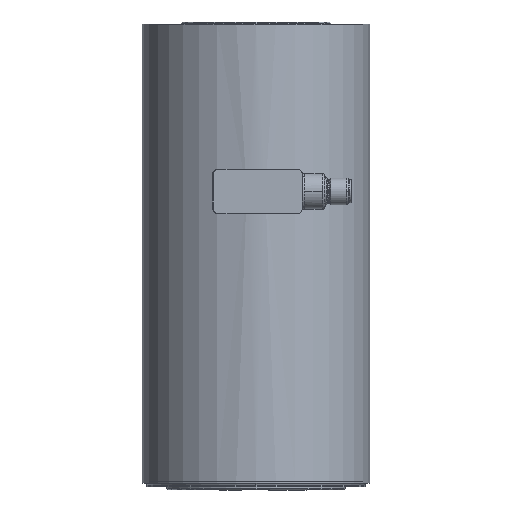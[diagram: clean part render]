
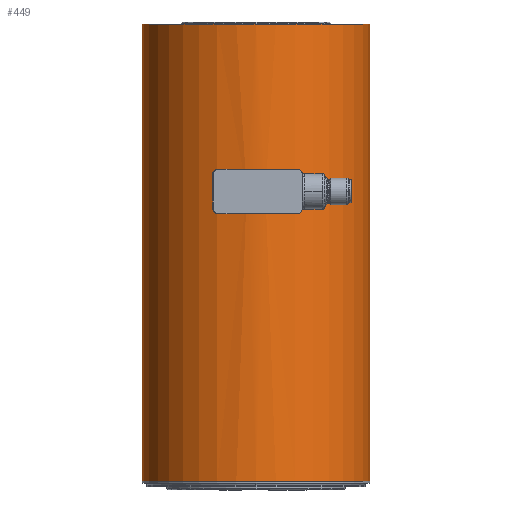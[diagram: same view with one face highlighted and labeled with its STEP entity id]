
A CAD part, front view. The second image highlights one B-rep face of the part: STEP entity #449.
In plain terms, the highlighted cylindrical face has radius 51 mm (diameter 102 mm), a partial arc.
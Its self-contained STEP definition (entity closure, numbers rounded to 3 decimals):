
#449=ADVANCED_FACE('',(#993,#994),#995,.T.);
#993=FACE_OUTER_BOUND('',#1717,.T.);
#994=FACE_BOUND('',#1718,.T.);
#995=CYLINDRICAL_SURFACE('',#1719,51.0);
#1717=EDGE_LOOP('',(#2637,#2638,#2639,#2640));
#1718=EDGE_LOOP('',(#2641,#2642));
#1719=AXIS2_PLACEMENT_3D('',#2643,#2644,#2645);
#2637=ORIENTED_EDGE('',*,*,#4446,.F.);
#2638=ORIENTED_EDGE('',*,*,#4447,.F.);
#2639=ORIENTED_EDGE('',*,*,#4448,.F.);
#2640=ORIENTED_EDGE('',*,*,#4449,.F.);
#2641=ORIENTED_EDGE('',*,*,#4450,.T.);
#2642=ORIENTED_EDGE('',*,*,#4451,.T.);
#2643=CARTESIAN_POINT('',(59.39,117.704,61.));
#2644=DIRECTION('',(0.,0.,-1.));
#2645=DIRECTION('',(1.,0.,0.));
#4446=EDGE_CURVE('',#5263,#5264,#5265,.T.);
#4447=EDGE_CURVE('1:1631',#5266,#5263,#5267,.T.);
#4448=EDGE_CURVE('',#5268,#5266,#5269,.T.);
#4449=EDGE_CURVE('',#5264,#5268,#5270,.F.);
#4450=EDGE_CURVE('1:1625',#5271,#5272,#5273,.F.);
#4451=EDGE_CURVE('',#5272,#5271,#5274,.F.);
#5263=VERTEX_POINT('',#6444);
#5264=VERTEX_POINT('',#6445);
#5265=LINE('',#6446,#6447);
#5266=VERTEX_POINT('',#6448);
#5267=CIRCLE('',#6449,51.0);
#5268=VERTEX_POINT('',#6450);
#5269=LINE('',#6451,#6452);
#5270=CIRCLE('',#6453,51.0);
#5271=VERTEX_POINT('',#6454);
#5272=VERTEX_POINT('',#6455);
#5273=B_SPLINE_CURVE_WITH_KNOTS('',3,(#6456,#6457,#6458,#6459,#6460,#6461,#6462,#6463,#6464,#6465,#6466,#6467,#6468,#6469,#6470,#6471,#6472,#6473),.UNSPECIFIED.,.F.,.F.,(4,2,2,2,2,2,2,2,4),(0.013,0.014,0.016,0.018,0.019,0.021,0.022,0.024,0.026),.UNSPECIFIED.);
#5274=B_SPLINE_CURVE_WITH_KNOTS('',3,(#6474,#6475,#6476,#6477,#6478,#6479,#6480,#6481,#6482,#6483,#6484,#6485,#6486,#6487,#6488,#6489,#6490,#6491),.UNSPECIFIED.,.F.,.F.,(4,2,2,2,2,2,2,2,4),(0.0,0.002,0.003,0.005,0.006,0.008,0.01,0.011,0.013),.UNSPECIFIED.);
#6444=CARTESIAN_POINT('',(110.39,117.728,104.));
#6445=CARTESIAN_POINT('',(110.39,117.728,-101.));
#6446=CARTESIAN_POINT('',(110.39,117.728,61.));
#6447=VECTOR('',#7984,1.0);
#6448=CARTESIAN_POINT('',(8.39,117.68,104.));
#6449=AXIS2_PLACEMENT_3D('',#7985,#7986,#7987);
#6450=CARTESIAN_POINT('',(8.39,117.68,-101.));
#6451=CARTESIAN_POINT('',(8.39,117.68,61.));
#6452=VECTOR('',#7988,1.0);
#6453=AXIS2_PLACEMENT_3D('',#7989,#7990,#7991);
#6454=CARTESIAN_POINT('',(55.164,66.879,29.));
#6455=CARTESIAN_POINT('',(63.664,66.883,29.));
#6456=CARTESIAN_POINT('',(63.664,66.883,29.));
#6457=CARTESIAN_POINT('',(63.664,66.883,29.534));
#6458=CARTESIAN_POINT('',(63.557,66.874,30.103));
#6459=CARTESIAN_POINT('',(63.123,66.84,31.15));
#6460=CARTESIAN_POINT('',(62.796,66.816,31.628));
#6461=CARTESIAN_POINT('',(62.042,66.771,32.382));
#6462=CARTESIAN_POINT('',(61.564,66.748,32.709));
#6463=CARTESIAN_POINT('',(60.517,66.714,33.143));
#6464=CARTESIAN_POINT('',(59.948,66.704,33.25));
#6465=CARTESIAN_POINT('',(58.88,66.704,33.25));
#6466=CARTESIAN_POINT('',(58.311,66.713,33.143));
#6467=CARTESIAN_POINT('',(57.264,66.746,32.709));
#6468=CARTESIAN_POINT('',(56.786,66.769,32.382));
#6469=CARTESIAN_POINT('',(56.032,66.813,31.628));
#6470=CARTESIAN_POINT('',(55.705,66.837,31.15));
#6471=CARTESIAN_POINT('',(55.271,66.87,30.103));
#6472=CARTESIAN_POINT('',(55.164,66.879,29.534));
#6473=CARTESIAN_POINT('',(55.164,66.879,29.));
#6474=CARTESIAN_POINT('',(55.164,66.879,29.));
#6475=CARTESIAN_POINT('',(55.164,66.879,28.466));
#6476=CARTESIAN_POINT('',(55.271,66.87,27.897));
#6477=CARTESIAN_POINT('',(55.705,66.837,26.85));
#6478=CARTESIAN_POINT('',(56.032,66.813,26.372));
#6479=CARTESIAN_POINT('',(56.786,66.769,25.618));
#6480=CARTESIAN_POINT('',(57.264,66.746,25.291));
#6481=CARTESIAN_POINT('',(58.311,66.713,24.857));
#6482=CARTESIAN_POINT('',(58.88,66.704,24.75));
#6483=CARTESIAN_POINT('',(59.948,66.704,24.75));
#6484=CARTESIAN_POINT('',(60.517,66.714,24.857));
#6485=CARTESIAN_POINT('',(61.564,66.748,25.291));
#6486=CARTESIAN_POINT('',(62.042,66.771,25.618));
#6487=CARTESIAN_POINT('',(62.796,66.816,26.372));
#6488=CARTESIAN_POINT('',(63.123,66.84,26.85));
#6489=CARTESIAN_POINT('',(63.557,66.874,27.897));
#6490=CARTESIAN_POINT('',(63.664,66.883,28.466));
#6491=CARTESIAN_POINT('',(63.664,66.883,29.));
#7984=DIRECTION('',(0.,0.,-1.));
#7985=CARTESIAN_POINT('',(59.39,117.704,104.));
#7986=DIRECTION('',(0.,0.,1.));
#7987=DIRECTION('',(1.,0.,0.));
#7988=DIRECTION('',(0.,0.,1.));
#7989=CARTESIAN_POINT('',(59.39,117.704,-101.));
#7990=DIRECTION('',(0.,0.,1.));
#7991=DIRECTION('',(1.,0.,0.));
